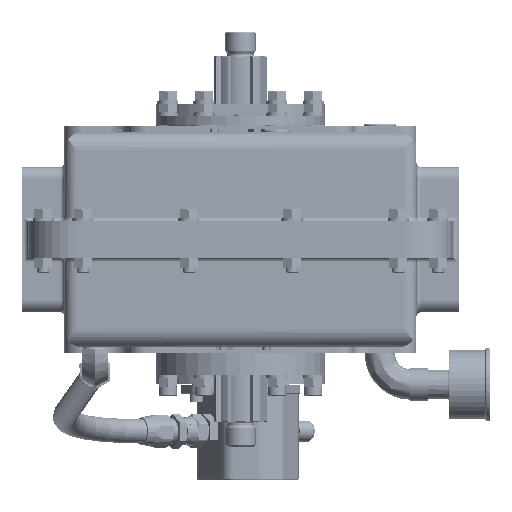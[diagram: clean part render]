
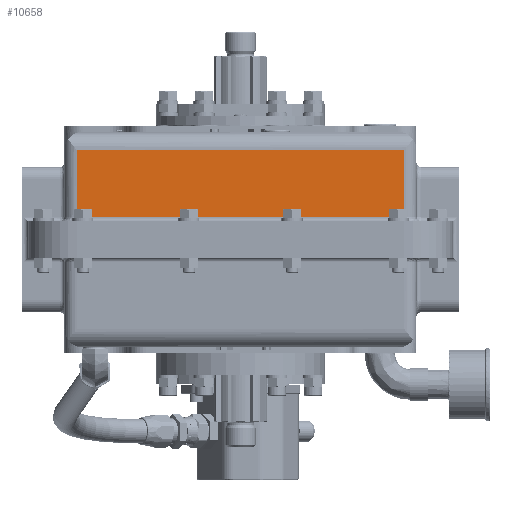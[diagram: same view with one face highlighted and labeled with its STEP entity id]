
A CAD part, front view. The second image highlights one B-rep face of the part: STEP entity #10658.
In plain terms, the highlighted planar face has unit normal (0, -1, 0).
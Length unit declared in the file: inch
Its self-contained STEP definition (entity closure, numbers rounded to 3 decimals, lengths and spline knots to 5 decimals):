
#1018 = DIRECTION ( 'NONE',  ( 0., 0., -1. ) ) ;
#10658 = ADVANCED_FACE ( 'NONE', ( #85570 ), #99014, .T. ) ;
#13832 = CARTESIAN_POINT ( 'NONE',  ( -6.75, -8.75, -4.44 ) ) ;
#15084 = ORIENTED_EDGE ( 'NONE', *, *, #97539, .T. ) ;
#16198 = VECTOR ( 'NONE', #27925, 39.37008 ) ;
#17518 = VERTEX_POINT ( 'NONE', #49158 ) ;
#18687 = VECTOR ( 'NONE', #31139, 39.37008 ) ;
#20907 = ORIENTED_EDGE ( 'NONE', *, *, #29227, .F. ) ;
#27864 = CARTESIAN_POINT ( 'NONE',  ( 6.75, -8.75, -4.44 ) ) ;
#27925 = DIRECTION ( 'NONE',  ( -1., 0., 0. ) ) ;
#28491 = VERTEX_POINT ( 'NONE', #76354 ) ;
#29227 = EDGE_CURVE ( 'NONE', #17518, #87056, #66724, .T. ) ;
#31139 = DIRECTION ( 'NONE',  ( 0., 0., 1. ) ) ;
#35397 = CARTESIAN_POINT ( 'NONE',  ( -6.75, -8.75, -3.69 ) ) ;
#41151 = ORIENTED_EDGE ( 'NONE', *, *, #109415, .F. ) ;
#41769 = VECTOR ( 'NONE', #99560, 39.37008 ) ;
#42554 = LINE ( 'NONE', #13832, #18687 ) ;
#45780 = CARTESIAN_POINT ( 'NONE',  ( -6.75, -8.75, -4.44 ) ) ;
#45827 = CARTESIAN_POINT ( 'NONE',  ( 6.75, -8.75, -0.93 ) ) ;
#49158 = CARTESIAN_POINT ( 'NONE',  ( 6.75, -8.75, -3.69 ) ) ;
#54793 = DIRECTION ( 'NONE',  ( 0., -1., 0. ) ) ;
#60508 = EDGE_CURVE ( 'NONE', #87056, #28491, #42554, .T. ) ;
#63108 = VERTEX_POINT ( 'NONE', #45827 ) ;
#66724 = LINE ( 'NONE', #72642, #16198 ) ;
#67604 = VECTOR ( 'NONE', #92357, 39.37008 ) ;
#72642 = CARTESIAN_POINT ( 'NONE',  ( 7.32153, -8.75, -3.69 ) ) ;
#76354 = CARTESIAN_POINT ( 'NONE',  ( -6.75, -8.75, -0.93 ) ) ;
#85570 = FACE_OUTER_BOUND ( 'NONE', #94512, .T. ) ;
#86109 = ORIENTED_EDGE ( 'NONE', *, *, #60508, .F. ) ;
#87056 = VERTEX_POINT ( 'NONE', #35397 ) ;
#92237 = LINE ( 'NONE', #27864, #41769 ) ;
#92357 = DIRECTION ( 'NONE',  ( -1., 0., 0. ) ) ;
#94512 = EDGE_LOOP ( 'NONE', ( #41151, #15084, #86109, #20907 ) ) ;
#97539 = EDGE_CURVE ( 'NONE', #63108, #28491, #115195, .T. ) ;
#99014 = PLANE ( 'NONE',  #111303 ) ;
#99560 = DIRECTION ( 'NONE',  ( 0., 0., -1. ) ) ;
#109415 = EDGE_CURVE ( 'NONE', #63108, #17518, #92237, .T. ) ;
#109902 = CARTESIAN_POINT ( 'NONE',  ( -6.75, -8.75, -0.93 ) ) ;
#111303 = AXIS2_PLACEMENT_3D ( 'NONE', #45780, #54793, #1018 ) ;
#115195 = LINE ( 'NONE', #109902, #67604 ) ;
